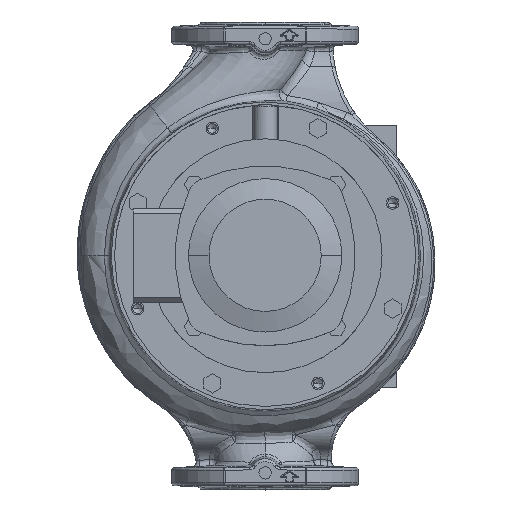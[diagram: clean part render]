
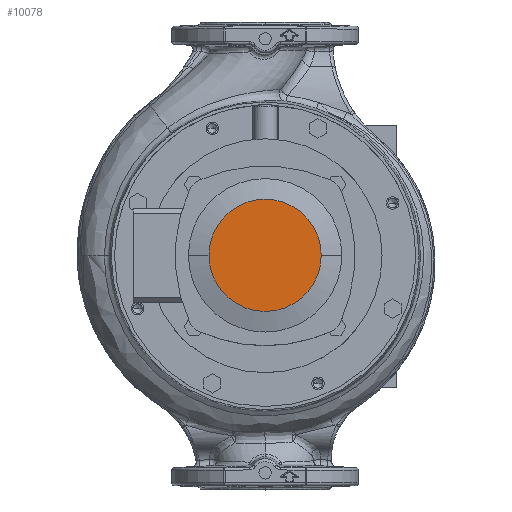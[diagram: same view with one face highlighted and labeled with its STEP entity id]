
A CAD part, top view. The second image highlights one B-rep face of the part: STEP entity #10078.
In plain terms, the highlighted planar face has unit normal (0, 0, 1).
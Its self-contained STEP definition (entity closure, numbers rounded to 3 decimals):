
#2398 = VERTEX_POINT ( 'NONE', #60027 ) ;
#2428 = VERTEX_POINT ( 'NONE', #60050 ) ;
#9161 = CIRCLE ( 'NONE', #9162, 60. ) ;
#9162 = AXIS2_PLACEMENT_3D ( 'NONE', #49285, #49286, #49287 ) ;
#9690 = EDGE_LOOP ( 'NONE', ( #19675, #19676 ) ) ;
#10078 = ADVANCED_FACE ( 'NONE', ( #48154 ), #48155, .F. ) ;
#19675 = ORIENTED_EDGE ( 'NONE', *, *, #70455, .T. ) ;
#19676 = ORIENTED_EDGE ( 'NONE', *, *, #51218, .T. ) ;
#48151 = CARTESIAN_POINT ( 'NONE',  ( -60., 0., 408. ) ) ;
#48154 = FACE_OUTER_BOUND ( 'NONE', #9690, .T. ) ;
#48155 = PLANE ( 'NONE',  #84942 ) ;
#48158 = DIRECTION ( 'NONE',  ( 0., 0., -1. ) ) ;
#48159 = DIRECTION ( 'NONE',  ( -1., 0., 0. ) ) ;
#49285 = CARTESIAN_POINT ( 'NONE',  ( 0., 0., 408. ) ) ;
#49286 = DIRECTION ( 'NONE',  ( 0., 0., 1. ) ) ;
#49287 = DIRECTION ( 'NONE',  ( 1., 0., 0. ) ) ;
#51218 = EDGE_CURVE ( 'NONE', #2428, #2398, #9161, .T. ) ;
#60027 = CARTESIAN_POINT ( 'NONE',  ( -60., 0., 408. ) ) ;
#60050 = CARTESIAN_POINT ( 'NONE',  ( 60., 0., 408. ) ) ;
#70455 = EDGE_CURVE ( 'NONE', #2398, #2428, #75161, .T. ) ;
#75161 = CIRCLE ( 'NONE', #75166, 60. ) ;
#75166 = AXIS2_PLACEMENT_3D ( 'NONE', #82254, #82256, #82258 ) ;
#82254 = CARTESIAN_POINT ( 'NONE',  ( 0., 0., 408. ) ) ;
#82256 = DIRECTION ( 'NONE',  ( 0., 0., 1. ) ) ;
#82258 = DIRECTION ( 'NONE',  ( 1., 0., 0. ) ) ;
#84942 = AXIS2_PLACEMENT_3D ( 'NONE', #48151, #48158, #48159 ) ;
